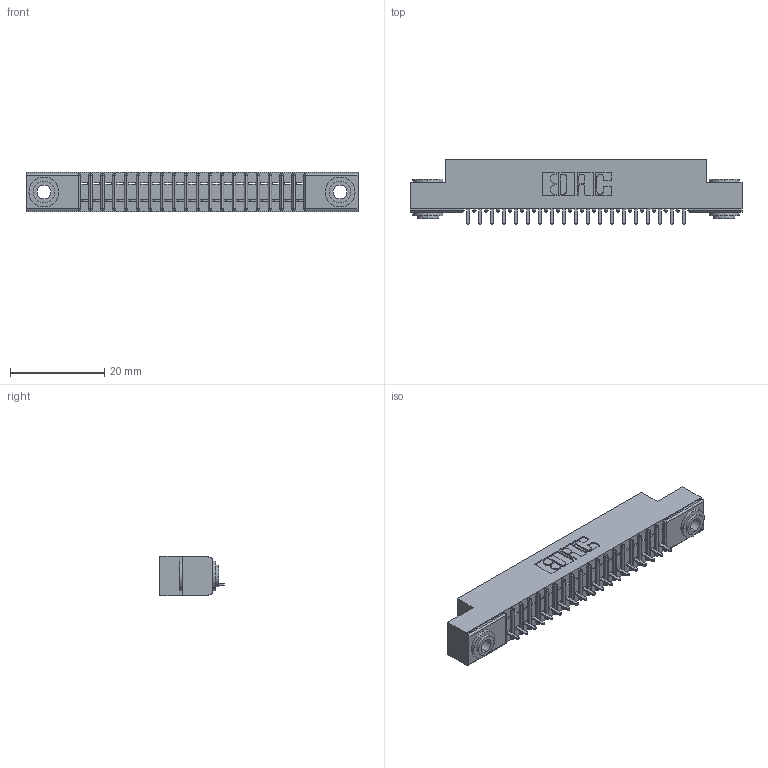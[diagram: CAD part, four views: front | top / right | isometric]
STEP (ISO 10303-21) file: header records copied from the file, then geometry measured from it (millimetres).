
FILE_DESCRIPTION (( 'STEP AP203' ), '1' );
FILE_NAME ('341-019-524-103.STEP', '2018-08-06T16:34:16', ( '' ), ( '' ), 'SwSTEP 2.0', 'SolidWorks 2016', '' );
FILE_SCHEMA (( 'CONFIG_CONTROL_DESIGN' ));
Length unit declared in the file: inch
Products named in the file (4): 341-292-001_341-292-124; 345-250-002_345-250-002-102; 341-019-524-103; 341 Part_.156 (3.96) Dia Mounting Holes
Assembly tree (22 placements, depth 2):
  341-019-524-103
    341 Part_.156 (3.96) Dia Mounting Holes
    341-292-001_341-292-124  x19
    345-250-002_345-250-002-102  x2
Bounding box: 70.48 x 13.64 x 8.38 mm (x, y, z)
Volume: 3884.5 mm3; surface area: 7209.3 mm2
Topology: 22 solids, 22 shells, 1726 faces, 4931 edges, 3166 vertices
Faces by surface type: plane 1061, cylinder 581, sphere 40, torus 36, cone 8
Entity records: 26515 total; most frequent: CARTESIAN_POINT 4471, ORIENTED_EDGE 4450, DIRECTION 4351, EDGE_CURVE 2225, VECTOR 1763, LINE 1763, VERTEX_POINT 1414, AXIS2_PLACEMENT_3D 1294
